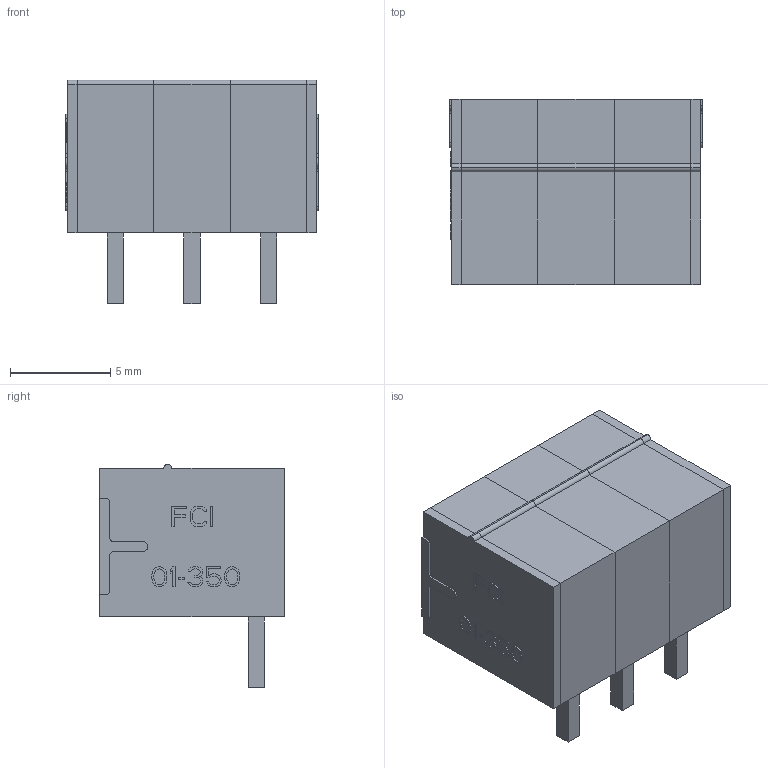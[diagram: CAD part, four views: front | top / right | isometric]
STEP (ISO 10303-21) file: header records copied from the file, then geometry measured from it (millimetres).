
FILE_DESCRIPTION(('STEP AP214'),'1');
FILE_NAME('20020110d031a01lf.stp','2020-03-24T14:16:52',('TraceParts'),('TraceParts S.A.'),'Spatial InterOp 3D',' ',' ');
FILE_SCHEMA(('AUTOMOTIVE_DESIGN { 1 0 10303 214 1 1 1 1 }'));
Length unit declared in the file: millimetre
Products named in the file (1): 20020110d031a01lf_1
Bounding box: 12.62 x 9.2 x 11.12 mm (x, y, z)
Volume: 500.5 mm3; surface area: 1731.1 mm2
Topology: 5 solids, 5 shells, 483 faces, 1332 edges, 882 vertices
Faces by surface type: plane 421, cylinder 44, torus 12, cone 6
Entity records: 15195 total; most frequent: CARTESIAN_POINT 2738, ORIENTED_EDGE 2664, DIRECTION 2420, EDGE_CURVE 1332, LINE 1208, VECTOR 1208, VERTEX_POINT 882, AXIS2_PLACEMENT_3D 606
